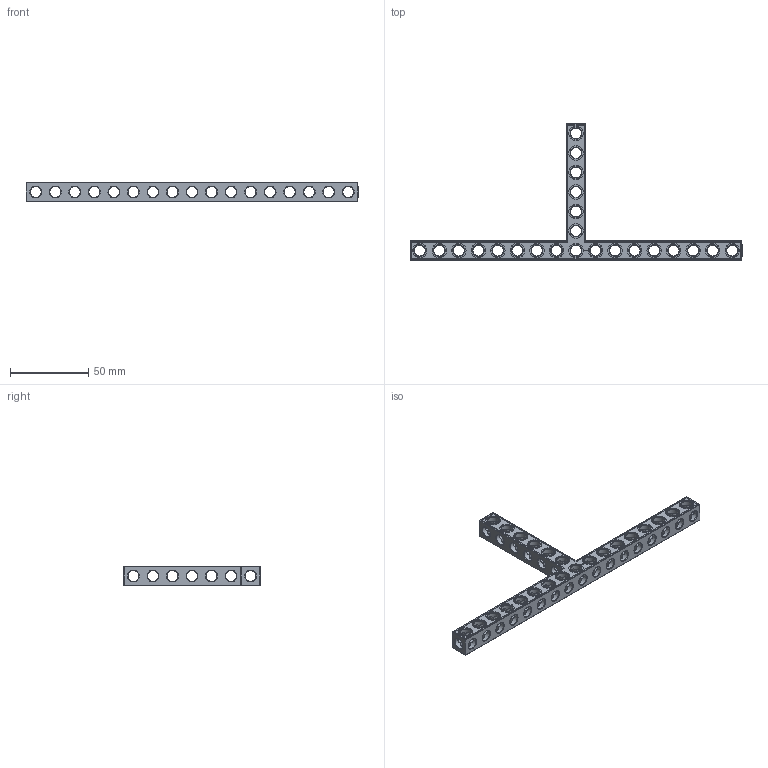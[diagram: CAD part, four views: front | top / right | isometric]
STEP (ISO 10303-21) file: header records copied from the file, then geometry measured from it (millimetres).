
FILE_DESCRIPTION(('FreeCAD Model'),'2;1');
FILE_NAME('Open CASCADE Shape Model','2022-01-28T22:06:44',( 'Paulo Kiefe'),('STEMFIE.org'),'Open CASCADE STEP processor 7.4', 'FreeCAD','Unknown');
FILE_SCHEMA(('AUTOMOTIVE_DESIGN { 1 0 10303 214 1 1 1 1 }'));
Products named in the file (1): Beam_TSH_SYM_ESS_BU17x07x01_-_SPN-BEM-1138_(stemfie.org)
Bounding box: 212.5 x 87.5 x 12.5 mm (x, y, z)
Volume: 22470.6 mm3; surface area: 20171 mm2
Topology: 1 solids, 1 shells, 802 faces, 2417 edges, 1583 vertices
Faces by surface type: plane 411, extrusion 154, cylinder 141, cone 96
Full cylindrical faces by diameter (mm): 6.98 x18, 7 x100, 9.2 x23
Entity records: 95511 total; most frequent: CARTESIAN_POINT 50430, DIRECTION 7219, VECTOR 4856, ORIENTED_EDGE 4834, PCURVE 4834, DEFINITIONAL_REPRESENTATION 4834, LINE 4702, EDGE_CURVE 2417
